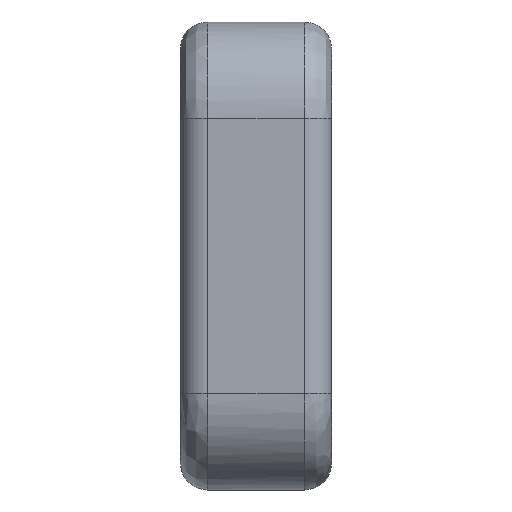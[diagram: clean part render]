
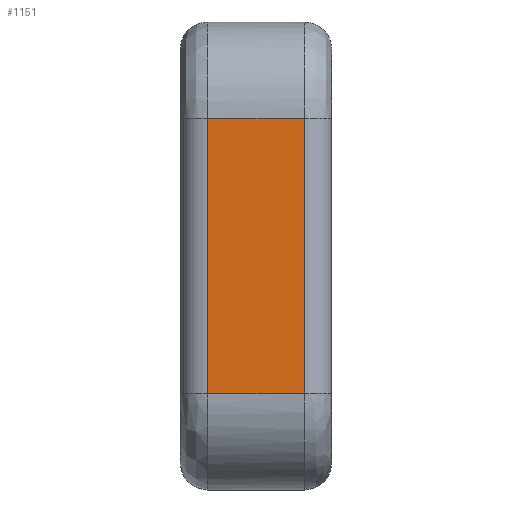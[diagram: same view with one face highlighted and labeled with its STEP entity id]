
A CAD part, left-side view. The second image highlights one B-rep face of the part: STEP entity #1151.
In plain terms, the highlighted planar face has unit normal (-1, 0, 0).
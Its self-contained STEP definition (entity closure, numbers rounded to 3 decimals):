
#93=PLANE('',#1280);
#149=FACE_OUTER_BOUND('',#230,.T.);
#230=EDGE_LOOP('',(#948,#949,#950,#951));
#306=LINE('',#1956,#387);
#313=LINE('',#2228,#394);
#314=LINE('',#2243,#395);
#315=LINE('',#2244,#396);
#387=VECTOR('',#1512,10.);
#394=VECTOR('',#1537,10.);
#395=VECTOR('',#1540,10.);
#396=VECTOR('',#1541,10.);
#541=VERTEX_POINT('',#1937);
#543=VERTEX_POINT('',#1954);
#551=VERTEX_POINT('',#2227);
#552=VERTEX_POINT('',#2242);
#678=EDGE_CURVE('',#541,#543,#306,.T.);
#693=EDGE_CURVE('',#551,#543,#313,.T.);
#695=EDGE_CURVE('',#552,#541,#314,.T.);
#696=EDGE_CURVE('',#551,#552,#315,.T.);
#948=ORIENTED_EDGE('',*,*,#678,.F.);
#949=ORIENTED_EDGE('',*,*,#695,.F.);
#950=ORIENTED_EDGE('',*,*,#696,.F.);
#951=ORIENTED_EDGE('',*,*,#693,.T.);
#1151=ADVANCED_FACE('',(#149),#93,.T.);
#1280=AXIS2_PLACEMENT_3D('',#2241,#1538,#1539);
#1512=DIRECTION('',(0.,0.,-1.));
#1537=DIRECTION('',(0.,-1.,0.));
#1538=DIRECTION('center_axis',(-1.,0.,0.));
#1539=DIRECTION('ref_axis',(0.,0.,
1.));
#1540=DIRECTION('',(0.,-1.,0.));
#1541=DIRECTION('',(0.,0.,1.));
#1937=CARTESIAN_POINT('',(-39.5,-30.5,21.281));
#1954=CARTESIAN_POINT('',(-39.5,-30.5,1.281));
#1956=CARTESIAN_POINT('',(-39.5,-30.5,6.281));
#2227=CARTESIAN_POINT('',(-39.5,-23.5,1.281));
#2228=CARTESIAN_POINT('',(-39.5,-29.5,1.281));
#2241=CARTESIAN_POINT('Origin',(-39.5,-29.5,1.281));
#2242=CARTESIAN_POINT('',(-39.5,-23.5,21.281));
#2243=CARTESIAN_POINT('',(-39.5,-29.5,21.281));
#2244=CARTESIAN_POINT('',(-39.5,-23.5,6.281));
